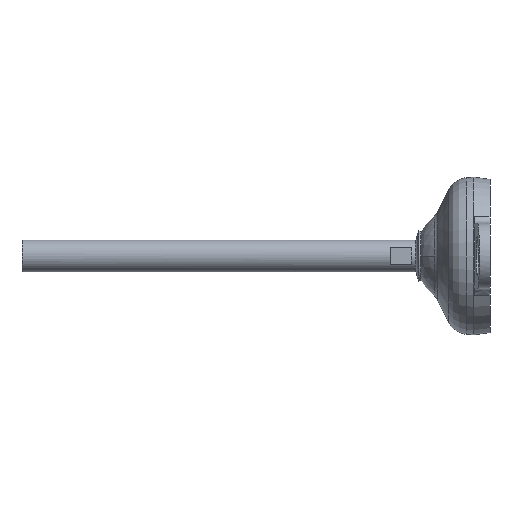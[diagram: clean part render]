
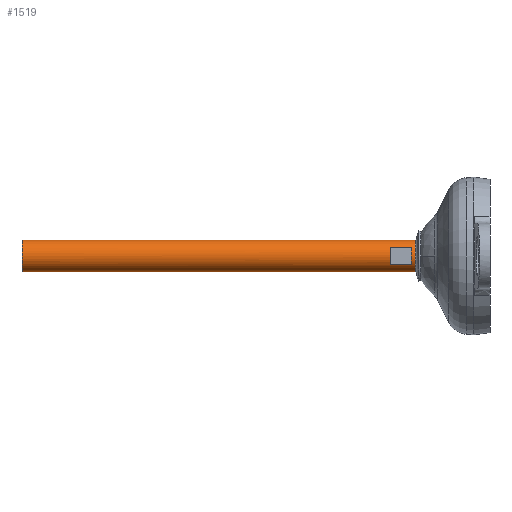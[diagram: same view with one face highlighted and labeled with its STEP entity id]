
A CAD part, left-side view. The second image highlights one B-rep face of the part: STEP entity #1519.
In plain terms, the highlighted cylindrical face has radius 6 mm (diameter 12 mm), a partial arc.
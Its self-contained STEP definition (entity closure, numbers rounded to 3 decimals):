
#22 = VECTOR ( 'NONE', #843, 1000. ) ;
#39 = EDGE_CURVE ( 'NONE', #920, #473, #1527, .T. ) ;
#40 = CARTESIAN_POINT ( 'NONE',  ( -5., 38., 3.317 ) ) ;
#103 = AXIS2_PLACEMENT_3D ( 'NONE', #1355, #1468, #1084 ) ;
#114 = EDGE_CURVE ( 'NONE', #1664, #779, #1241, .T. ) ;
#156 = EDGE_LOOP ( 'NONE', ( #1486, #318, #273, #398 ) ) ;
#189 = LINE ( 'NONE', #456, #1642 ) ;
#244 = EDGE_CURVE ( 'NONE', #473, #594, #1026, .T. ) ;
#256 = CARTESIAN_POINT ( 'NONE',  ( 0., 30., 0. ) ) ;
#273 = ORIENTED_EDGE ( 'NONE', *, *, #39, .T. ) ;
#318 = ORIENTED_EDGE ( 'NONE', *, *, #680, .T. ) ;
#340 = CARTESIAN_POINT ( 'NONE',  ( -5., 0., 3.317 ) ) ;
#354 = VECTOR ( 'NONE', #945, 1000. ) ;
#375 = DIRECTION ( 'NONE',  ( 0., 0., -1. ) ) ;
#387 = DIRECTION ( 'NONE',  ( 0., -1., 0. ) ) ;
#398 = ORIENTED_EDGE ( 'NONE', *, *, #244, .T. ) ;
#413 = CARTESIAN_POINT ( 'NONE',  ( -5., 0., -3.317 ) ) ;
#449 = DIRECTION ( 'NONE',  ( 0., 0., -1. ) ) ;
#456 = CARTESIAN_POINT ( 'NONE',  ( 0., 0., -6. ) ) ;
#473 = VERTEX_POINT ( 'NONE', #1013 ) ;
#541 = CARTESIAN_POINT ( 'NONE',  ( 0., 28.5, -6. ) ) ;
#590 = CARTESIAN_POINT ( 'NONE',  ( 0., 178., 6. ) ) ;
#594 = VERTEX_POINT ( 'NONE', #1676 ) ;
#615 = EDGE_CURVE ( 'NONE', #1664, #690, #1278, .T. ) ;
#680 = EDGE_CURVE ( 'NONE', #682, #920, #1305, .T. ) ;
#682 = VERTEX_POINT ( 'NONE', #701 ) ;
#690 = VERTEX_POINT ( 'NONE', #960 ) ;
#701 = CARTESIAN_POINT ( 'NONE',  ( -5., 38., -3.317 ) ) ;
#702 = CARTESIAN_POINT ( 'NONE',  ( 0., 0., 0. ) ) ;
#763 = CARTESIAN_POINT ( 'NONE',  ( 0., 178., 0. ) ) ;
#770 = VERTEX_POINT ( 'NONE', #541 ) ;
#779 = VERTEX_POINT ( 'NONE', #1073 ) ;
#780 = CIRCLE ( 'NONE', #1561, 6. ) ;
#781 = EDGE_CURVE ( 'NONE', #594, #682, #1609, .T. ) ;
#802 = VECTOR ( 'NONE', #879, 1000. ) ;
#823 = FACE_BOUND ( 'NONE', #156, .T. ) ;
#842 = EDGE_CURVE ( 'NONE', #690, #770, #189, .T. ) ;
#843 = DIRECTION ( 'NONE',  ( 0., -1., 0. ) ) ;
#879 = DIRECTION ( 'NONE',  ( 0., -1., 0. ) ) ;
#899 = CARTESIAN_POINT ( 'NONE',  ( 0., 28.5, 0. ) ) ;
#904 = ORIENTED_EDGE ( 'NONE', *, *, #1282, .F. ) ;
#920 = VERTEX_POINT ( 'NONE', #40 ) ;
#932 = ORIENTED_EDGE ( 'NONE', *, *, #615, .T. ) ;
#934 = ORIENTED_EDGE ( 'NONE', *, *, #114, .F. ) ;
#945 = DIRECTION ( 'NONE',  ( 0., 1., 0. ) ) ;
#960 = CARTESIAN_POINT ( 'NONE',  ( 0., 178., -6. ) ) ;
#1013 = CARTESIAN_POINT ( 'NONE',  ( -5., 30., 3.317 ) ) ;
#1024 = DIRECTION ( 'NONE',  ( 0., 0., -1. ) ) ;
#1026 = CIRCLE ( 'NONE', #1107, 6. ) ;
#1073 = CARTESIAN_POINT ( 'NONE',  ( 0., 28.5, 6. ) ) ;
#1084 = DIRECTION ( 'NONE',  ( 0., 0., 1. ) ) ;
#1085 = AXIS2_PLACEMENT_3D ( 'NONE', #702, #1647, #449 ) ;
#1094 = FACE_OUTER_BOUND ( 'NONE', #1219, .T. ) ;
#1107 = AXIS2_PLACEMENT_3D ( 'NONE', #256, #387, #375 ) ;
#1108 = AXIS2_PLACEMENT_3D ( 'NONE', #763, #1567, #1437 ) ;
#1109 = CYLINDRICAL_SURFACE ( 'NONE', #1085, 6. ) ;
#1134 = DIRECTION ( 'NONE',  ( 0., -1., 0. ) ) ;
#1195 = ORIENTED_EDGE ( 'NONE', *, *, #842, .T. ) ;
#1219 = EDGE_LOOP ( 'NONE', ( #934, #932, #1195, #904 ) ) ;
#1241 = LINE ( 'NONE', #1409, #22 ) ;
#1278 = CIRCLE ( 'NONE', #1108, 6. ) ;
#1282 = EDGE_CURVE ( 'NONE', #779, #770, #780, .T. ) ;
#1305 = CIRCLE ( 'NONE', #103, 6. ) ;
#1355 = CARTESIAN_POINT ( 'NONE',  ( 0., 38., 0. ) ) ;
#1409 = CARTESIAN_POINT ( 'NONE',  ( 0., 0., 6. ) ) ;
#1437 = DIRECTION ( 'NONE',  ( 0., 0., -1. ) ) ;
#1468 = DIRECTION ( 'NONE',  ( 0., 1., 0. ) ) ;
#1486 = ORIENTED_EDGE ( 'NONE', *, *, #781, .T. ) ;
#1519 = ADVANCED_FACE ( 'NONE', ( #1094, #823 ), #1109, .T. ) ;
#1527 = LINE ( 'NONE', #340, #802 ) ;
#1548 = DIRECTION ( 'NONE',  ( 0., -1., 0. ) ) ;
#1561 = AXIS2_PLACEMENT_3D ( 'NONE', #899, #1134, #1024 ) ;
#1567 = DIRECTION ( 'NONE',  ( 0., -1., 0. ) ) ;
#1609 = LINE ( 'NONE', #413, #354 ) ;
#1642 = VECTOR ( 'NONE', #1548, 1000. ) ;
#1647 = DIRECTION ( 'NONE',  ( 0., -1., 0. ) ) ;
#1664 = VERTEX_POINT ( 'NONE', #590 ) ;
#1676 = CARTESIAN_POINT ( 'NONE',  ( -5., 30., -3.317 ) ) ;
